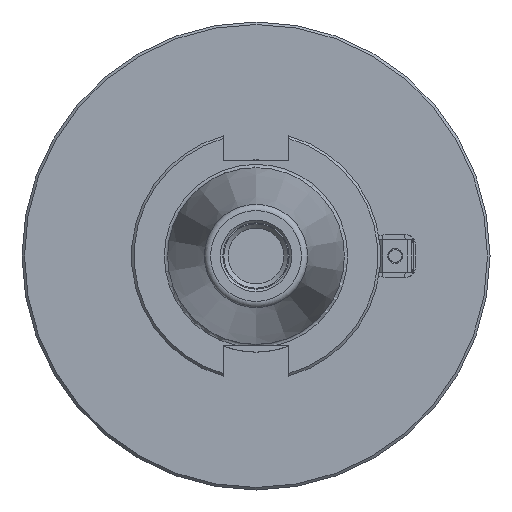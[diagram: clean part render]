
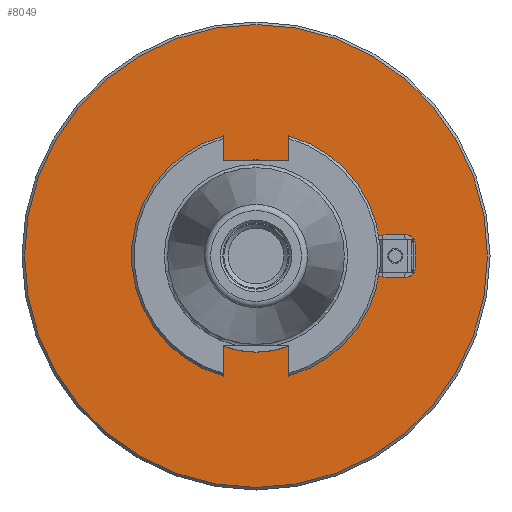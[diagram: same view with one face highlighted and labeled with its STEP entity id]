
A CAD part, left-side view. The second image highlights one B-rep face of the part: STEP entity #8049.
In plain terms, the highlighted planar face has unit normal (-1, 0, 0).
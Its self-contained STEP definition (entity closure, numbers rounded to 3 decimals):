
#269=FACE_BOUND('',#1912,.T.);
#270=FACE_BOUND('',#1913,.T.);
#855=CIRCLE('',#8896,91.5);
#856=CIRCLE('',#8898,4.);
#857=CIRCLE('',#8899,4.);
#858=CIRCLE('',#8900,4.);
#859=CIRCLE('',#8901,4.);
#860=CIRCLE('',#8902,33.5);
#1361=FACE_OUTER_BOUND('',#1911,.T.);
#1911=EDGE_LOOP('',(#6991));
#1912=EDGE_LOOP('',(#6992,#6993,#6994,#6995,#6996,#6997,#6998,#6999));
#1913=EDGE_LOOP('',(#7000));
#2481=LINE('',#14227,#3047);
#2482=LINE('',#14231,#3048);
#2483=LINE('',#14235,#3049);
#2484=LINE('',#14239,#3050);
#3047=VECTOR('',#10974,9.);
#3048=VECTOR('',#10977,8.);
#3049=VECTOR('',#10980,9.);
#3050=VECTOR('',#10983,8.);
#3769=VERTEX_POINT('',#14221);
#3770=VERTEX_POINT('',#14225);
#3771=VERTEX_POINT('',#14226);
#3772=VERTEX_POINT('',#14228);
#3773=VERTEX_POINT('',#14230);
#3774=VERTEX_POINT('',#14232);
#3775=VERTEX_POINT('',#14234);
#3776=VERTEX_POINT('',#14236);
#3777=VERTEX_POINT('',#14238);
#3778=VERTEX_POINT('',#14241);
#4865=EDGE_CURVE('',#3769,#3769,#855,.T.);
#4866=EDGE_CURVE('',#3770,#3771,#2481,.T.);
#4867=EDGE_CURVE('',#3770,#3772,#856,.T.);
#4868=EDGE_CURVE('',#3773,#3772,#2482,.T.);
#4869=EDGE_CURVE('',#3773,#3774,#857,.T.);
#4870=EDGE_CURVE('',#3775,#3774,#2483,.T.);
#4871=EDGE_CURVE('',#3775,#3776,#858,.T.);
#4872=EDGE_CURVE('',#3777,#3776,#2484,.T.);
#4873=EDGE_CURVE('',#3777,#3771,#859,.T.);
#4874=EDGE_CURVE('',#3778,#3778,#860,.T.);
#6991=ORIENTED_EDGE('',*,*,#4865,.F.);
#6992=ORIENTED_EDGE('',*,*,#4866,.F.);
#6993=ORIENTED_EDGE('',*,*,#4867,.T.);
#6994=ORIENTED_EDGE('',*,*,#4868,.F.);
#6995=ORIENTED_EDGE('',*,*,#4869,.T.);
#6996=ORIENTED_EDGE('',*,*,#4870,.F.);
#6997=ORIENTED_EDGE('',*,*,#4871,.T.);
#6998=ORIENTED_EDGE('',*,*,#4872,.F.);
#6999=ORIENTED_EDGE('',*,*,#4873,.T.);
#7000=ORIENTED_EDGE('',*,*,#4874,.T.);
#7616=PLANE('',#8897);
#8049=ADVANCED_FACE('',(#1361,#269,#270),#7616,.T.);
#8896=AXIS2_PLACEMENT_3D('',#14223,#10970,#10971);
#8897=AXIS2_PLACEMENT_3D('',#14224,#10972,#10973);
#8898=AXIS2_PLACEMENT_3D('',#14229,#10975,#10976);
#8899=AXIS2_PLACEMENT_3D('',#14233,#10978,#10979);
#8900=AXIS2_PLACEMENT_3D('',#14237,#10981,#10982);
#8901=AXIS2_PLACEMENT_3D('',#14240,#10984,#10985);
#8902=AXIS2_PLACEMENT_3D('',#14242,#10986,#10987);
#10970=DIRECTION('center_axis',(1.,0.,0.));
#10971=DIRECTION('ref_axis',(0.,0.,-1.));
#10972=DIRECTION('center_axis',(-1.,0.,0.));
#10973=DIRECTION('ref_axis',(0.,0.,1.));
#10974=DIRECTION('',(0.,0.,-1.));
#10975=DIRECTION('center_axis',(1.,0.,0.));
#10976=DIRECTION('ref_axis',(0.,1.,0.));
#10977=DIRECTION('',(0.,1.,0.));
#10978=DIRECTION('center_axis',(1.,0.,0.));
#10979=DIRECTION('ref_axis',(0.,0.,1.));
#10980=DIRECTION('',(0.,0.,1.));
#10981=DIRECTION('center_axis',(1.,0.,0.));
#10982=DIRECTION('ref_axis',(0.,-1.,0.));
#10983=DIRECTION('',(0.,-1.,0.));
#10984=DIRECTION('center_axis',(1.,0.,0.));
#10985=DIRECTION('ref_axis',(0.,0.,-1.));
#10986=DIRECTION('center_axis',(1.,0.,0.));
#10987=DIRECTION('ref_axis',(0.,0.,-1.));
#14221=CARTESIAN_POINT('',(-29.,0.,91.5));
#14223=CARTESIAN_POINT('Origin',(-29.,0.,0.));
#14224=CARTESIAN_POINT('Origin',(-29.,43.625,0.));
#14225=CARTESIAN_POINT('',(-29.,-47.,4.5));
#14226=CARTESIAN_POINT('',(-29.,-47.,-4.5));
#14227=CARTESIAN_POINT('',(-29.,-47.,4.5));
#14228=CARTESIAN_POINT('',(-29.,-51.,8.5));
#14229=CARTESIAN_POINT('Origin',(-29.,-51.,4.5));
#14230=CARTESIAN_POINT('',(-29.,-59.,8.5));
#14231=CARTESIAN_POINT('',(-29.,-59.,8.5));
#14232=CARTESIAN_POINT('',(-29.,-63.,4.5));
#14233=CARTESIAN_POINT('Origin',(-29.,-59.,4.5));
#14234=CARTESIAN_POINT('',(-29.,-63.,-4.5));
#14235=CARTESIAN_POINT('',(-29.,-63.,-4.5));
#14236=CARTESIAN_POINT('',(-29.,-59.,-8.5));
#14237=CARTESIAN_POINT('Origin',(-29.,-59.,-4.5));
#14238=CARTESIAN_POINT('',(-29.,-51.,-8.5));
#14239=CARTESIAN_POINT('',(-29.,-51.,-8.5));
#14240=CARTESIAN_POINT('Origin',(-29.,-51.,-4.5));
#14241=CARTESIAN_POINT('',(-29.,0.,33.5));
#14242=CARTESIAN_POINT('Origin',(-29.,0.,0.));
